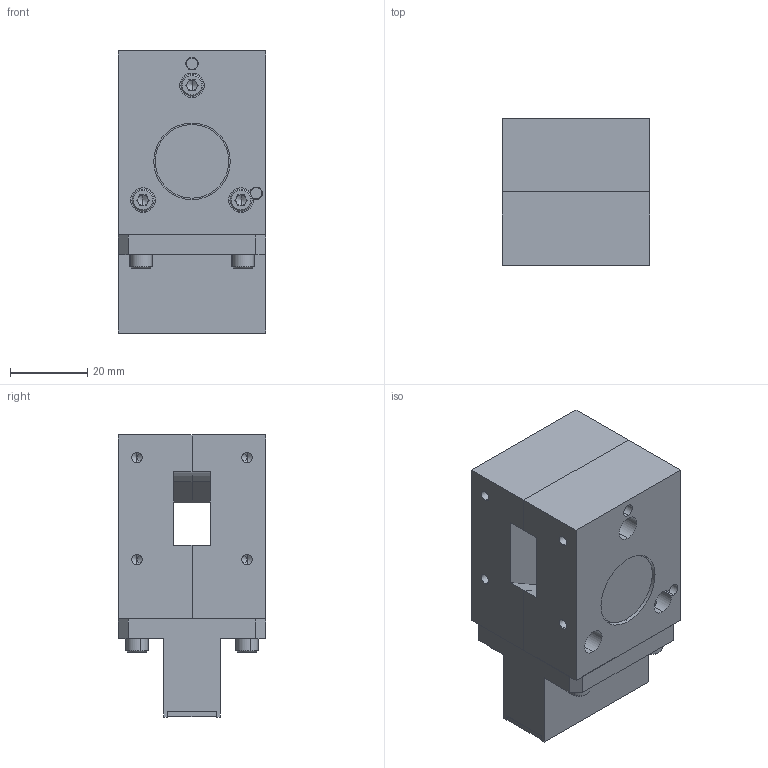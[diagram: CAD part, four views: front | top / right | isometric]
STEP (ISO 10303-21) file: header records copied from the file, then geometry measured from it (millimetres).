
FILE_DESCRIPTION (( 'STEP AP214' ), '1' );
FILE_NAME ('75IJ1256.STEP', '2023-06-12T14:34:40', ( '' ), ( '' ), 'SwSTEP 2.0', 'SolidWorks 2022', '' );
FILE_SCHEMA (( 'AUTOMOTIVE_DESIGN' ));
Length unit declared in the file: inch
Products named in the file (11): 075523_075523-102; 075523; flat head screw_ai_CR-FHMS 0.086-56x0.188x0.188-S; socket head cap screw_ai_HX-SHCS 0.138-32x0.375x0.375-N; 075416; 500501-XX_500501-1; socket head cap screw_ai_HX-SHCS 0.138-32x0.5x0.5-C; 75IJ1256; 5003153-X_5003153-6; 075523_075523-101; dowel pin_ai_DPM 0.125x0.375
Assembly tree (18 placements, depth 3):
  75IJ1256
    075523
      075523_075523-101
      075523_075523-102
    socket head cap screw_ai_HX-SHCS 0.138-32x0.5x0.5-C  x3
    dowel pin_ai_DPM 0.125x0.375  x2
    075416
    5003153-X_5003153-6
    flat head screw_ai_CR-FHMS 0.086-56x0.188x0.188-S  x2
    socket head cap screw_ai_HX-SHCS 0.138-32x0.375x0.375-N  x4
    500501-XX_500501-1  x2
Bounding box: 38.1 x 38.1 x 73.03 mm (x, y, z)
Volume: 68564.9 mm3; surface area: 28954 mm2
Topology: 17 solids, 17 shells, 529 faces, 1246 edges, 740 vertices
Faces by surface type: plane 208, cone 152, cylinder 151, torus 18
Entity records: 10186 total; most frequent: DIRECTION 1712, CARTESIAN_POINT 1626, ORIENTED_EDGE 1476, EDGE_CURVE 738, AXIS2_PLACEMENT_3D 643, VERTEX_POINT 465, LINE 426, VECTOR 426
